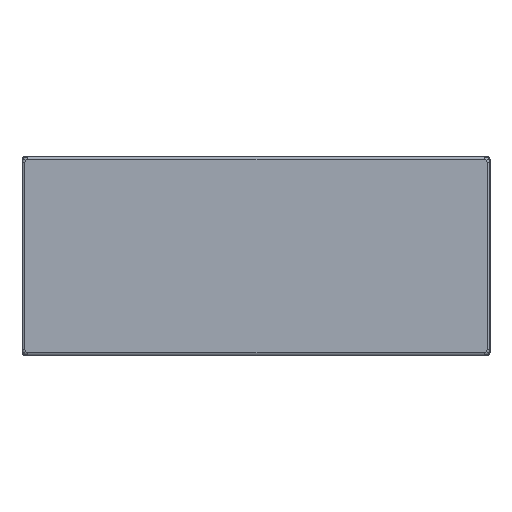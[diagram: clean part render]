
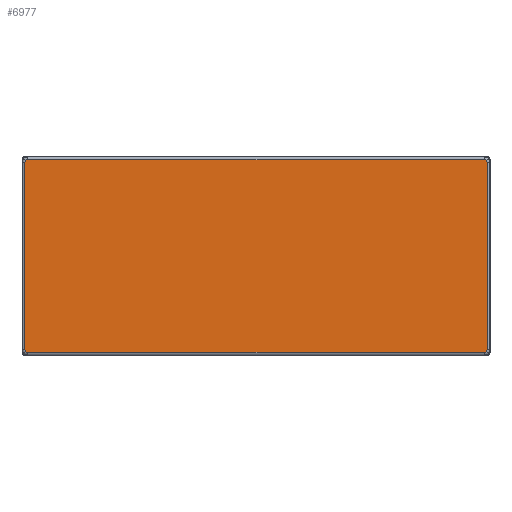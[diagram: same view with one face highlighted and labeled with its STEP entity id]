
A CAD part, left-side view. The second image highlights one B-rep face of the part: STEP entity #6977.
In plain terms, the highlighted planar face has unit normal (-1, 0, 0).
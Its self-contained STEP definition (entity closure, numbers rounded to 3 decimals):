
#194=LINE('',#11365,#824);
#196=LINE('',#11368,#826);
#201=LINE('',#11375,#831);
#203=LINE('',#11378,#833);
#824=VECTOR('',#8018,10.);
#826=VECTOR('',#8022,10.);
#831=VECTOR('',#8031,10.);
#833=VECTOR('',#8035,10.);
#1376=PLANE('',#7446);
#1725=FACE_OUTER_BOUND('',#2143,.T.);
#2143=EDGE_LOOP('',(#5092,#5093,#5094,#5095,#5096,#5097,#5098,#5099,#5100,
#5101,#5102,#5103));
#2507=CIRCLE('',#7315,0.05);
#2510=CIRCLE('',#7318,0.05);
#2533=CIRCLE('',#7341,0.05);
#2536=CIRCLE('',#7344,0.05);
#2543=CIRCLE('',#7351,0.05);
#2546=CIRCLE('',#7354,0.05);
#2563=CIRCLE('',#7371,0.05);
#2566=CIRCLE('',#7374,0.05);
#2920=VERTEX_POINT('',#9292);
#2921=VERTEX_POINT('',#9299);
#2923=VERTEX_POINT('',#9345);
#2952=VERTEX_POINT('',#9914);
#2953=VERTEX_POINT('',#9921);
#2955=VERTEX_POINT('',#9967);
#2964=VERTEX_POINT('',#10152);
#2965=VERTEX_POINT('',#10159);
#2967=VERTEX_POINT('',#10205);
#2988=VERTEX_POINT('',#10628);
#2989=VERTEX_POINT('',#10635);
#2991=VERTEX_POINT('',#10681);
#3611=EDGE_CURVE('',#2920,#2921,#2507,.T.);
#3615=EDGE_CURVE('',#2923,#2920,#2510,.T.);
#3653=EDGE_CURVE('',#2952,#2953,#2533,.T.);
#3657=EDGE_CURVE('',#2955,#2952,#2536,.T.);
#3669=EDGE_CURVE('',#2964,#2965,#2543,.T.);
#3673=EDGE_CURVE('',#2967,#2964,#2546,.T.);
#3701=EDGE_CURVE('',#2988,#2989,#2563,.T.);
#3705=EDGE_CURVE('',#2991,#2988,#2566,.T.);
#3844=EDGE_CURVE('',#2965,#2923,#194,.T.);
#3846=EDGE_CURVE('',#2921,#2955,#196,.T.);
#3851=EDGE_CURVE('',#2953,#2991,#201,.T.);
#3853=EDGE_CURVE('',#2989,#2967,#203,.T.);
#5092=ORIENTED_EDGE('',*,*,#3615,.F.);
#5093=ORIENTED_EDGE('',*,*,#3844,.F.);
#5094=ORIENTED_EDGE('',*,*,#3669,.F.);
#5095=ORIENTED_EDGE('',*,*,#3673,.F.);
#5096=ORIENTED_EDGE('',*,*,#3853,.F.);
#5097=ORIENTED_EDGE('',*,*,#3701,.F.);
#5098=ORIENTED_EDGE('',*,*,#3705,.F.);
#5099=ORIENTED_EDGE('',*,*,#3851,.F.);
#5100=ORIENTED_EDGE('',*,*,#3653,.F.);
#5101=ORIENTED_EDGE('',*,*,#3657,.F.);
#5102=ORIENTED_EDGE('',*,*,#3846,.F.);
#5103=ORIENTED_EDGE('',*,*,#3611,.F.);
#6977=ADVANCED_FACE('',(#1725),#1376,.T.);
#7315=AXIS2_PLACEMENT_3D('',#9300,#7659,#7660);
#7318=AXIS2_PLACEMENT_3D('',#9347,#7665,#7666);
#7341=AXIS2_PLACEMENT_3D('',#9922,#7711,#7712);
#7344=AXIS2_PLACEMENT_3D('',#9969,#7717,#7718);
#7351=AXIS2_PLACEMENT_3D('',#10160,#7731,#7732);
#7354=AXIS2_PLACEMENT_3D('',#10207,#7737,#7738);
#7371=AXIS2_PLACEMENT_3D('',#10636,#7771,#7772);
#7374=AXIS2_PLACEMENT_3D('',#10683,#7777,#7778);
#7446=AXIS2_PLACEMENT_3D('',#11418,#8066,#8067);
#7659=DIRECTION('center_axis',(1.,0.,0.));
#7660=DIRECTION('ref_axis',(0.,0.707,0.707));
#7665=DIRECTION('center_axis',(1.,0.,0.));
#7666=DIRECTION('ref_axis',(0.,0.707,0.707));
#7711=DIRECTION('center_axis',(1.,0.,0.));
#7712=DIRECTION('ref_axis',(0.,-0.707,0.707));
#7717=DIRECTION('center_axis',(1.,0.,0.));
#7718=DIRECTION('ref_axis',(0.,-0.707,0.707));
#7731=DIRECTION('center_axis',(1.,0.,0.));
#7732=DIRECTION('ref_axis',(0.,0.707,-0.707));
#7737=DIRECTION('center_axis',(1.,0.,0.));
#7738=DIRECTION('ref_axis',(0.,0.707,-0.707));
#7771=DIRECTION('center_axis',(1.,0.,0.));
#7772=DIRECTION('ref_axis',(0.,-0.707,-0.707));
#7777=DIRECTION('center_axis',(1.,0.,0.));
#7778=DIRECTION('ref_axis',(0.,-0.707,-0.707));
#8018=DIRECTION('',(0.,0.,1.));
#8022=DIRECTION('',(0.,-1.,0.));
#8031=DIRECTION('',(0.,0.,-1.));
#8035=DIRECTION('',(0.,1.,0.));
#8066=DIRECTION('center_axis',(-1.,0.,0.));
#8067=DIRECTION('ref_axis',(0.,-1.,0.));
#9292=CARTESIAN_POINT('',(-20.,3.935,3.335));
#9299=CARTESIAN_POINT('',(-20.,3.9,3.35));
#9300=CARTESIAN_POINT('Origin',(-20.,3.9,3.3));
#9345=CARTESIAN_POINT('',(-20.,3.95,3.3));
#9347=CARTESIAN_POINT('Origin',(-20.,3.9,3.3));
#9914=CARTESIAN_POINT('',(-20.,-3.935,3.335));
#9921=CARTESIAN_POINT('',(-20.,-3.95,3.3));
#9922=CARTESIAN_POINT('Origin',(-20.,-3.9,3.3));
#9967=CARTESIAN_POINT('',(-20.,-3.9,3.35));
#9969=CARTESIAN_POINT('Origin',(-20.,-3.9,3.3));
#10152=CARTESIAN_POINT('',(-20.,3.935,0.066));
#10159=CARTESIAN_POINT('',(-20.,3.95,0.101));
#10160=CARTESIAN_POINT('Origin',(-20.,3.9,0.101));
#10205=CARTESIAN_POINT('',(-20.,3.9,0.051));
#10207=CARTESIAN_POINT('Origin',(-20.,3.9,0.101));
#10628=CARTESIAN_POINT('',(-20.,-3.935,0.066));
#10635=CARTESIAN_POINT('',(-20.,-3.9,0.051));
#10636=CARTESIAN_POINT('Origin',(-20.,-3.9,0.101));
#10681=CARTESIAN_POINT('',(-20.,-3.95,0.101));
#10683=CARTESIAN_POINT('Origin',(-20.,-3.9,0.101));
#11365=CARTESIAN_POINT('',(-20.,3.95,3.4));
#11368=CARTESIAN_POINT('',(-20.,-2.,3.35));
#11375=CARTESIAN_POINT('',(-20.,-3.95,3.4));
#11378=CARTESIAN_POINT('',(-20.,-2.,0.051));
#11418=CARTESIAN_POINT('Origin',(-20.,-4.,3.4));
